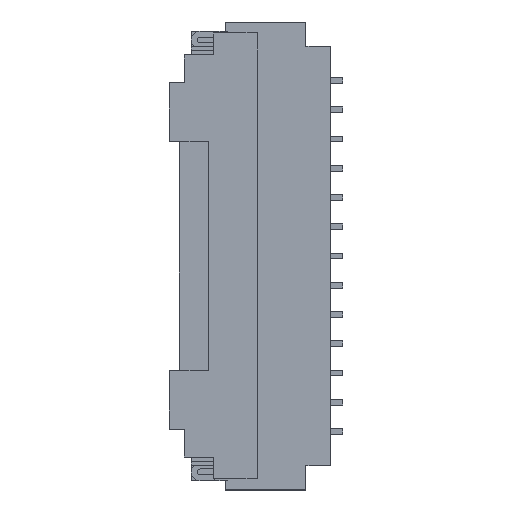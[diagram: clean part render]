
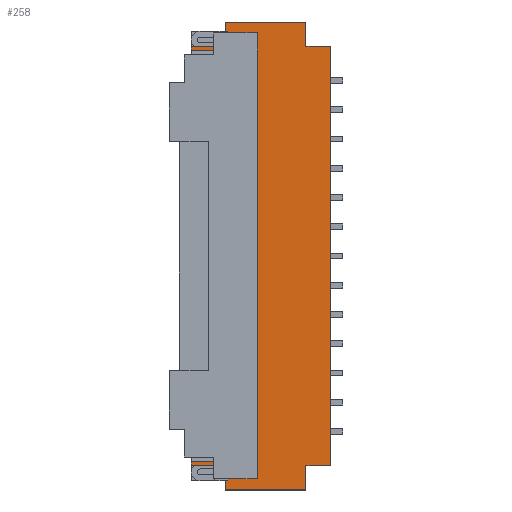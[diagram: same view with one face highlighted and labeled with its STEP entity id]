
A CAD part, top view. The second image highlights one B-rep face of the part: STEP entity #258.
In plain terms, the highlighted planar face has unit normal (0, 0, 1).
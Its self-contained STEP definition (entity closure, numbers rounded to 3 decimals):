
#50 = VERTEX_POINT('',#51);
#51 = CARTESIAN_POINT('',(1.1,4.8,1.));
#57 = EDGE_CURVE('',#50,#58,#60,.T.);
#58 = VERTEX_POINT('',#59);
#59 = CARTESIAN_POINT('',(1.1,4.3,1.));
#60 = LINE('',#61,#62);
#61 = CARTESIAN_POINT('',(1.1,4.8,1.));
#62 = VECTOR('',#63,1.);
#63 = DIRECTION('',(0.,-1.,0.));
#88 = EDGE_CURVE('',#50,#89,#91,.T.);
#89 = VERTEX_POINT('',#90);
#90 = CARTESIAN_POINT('',(-0.55,4.8,1.));
#91 = LINE('',#92,#93);
#92 = CARTESIAN_POINT('',(1.1,4.8,1.));
#93 = VECTOR('',#94,1.);
#94 = DIRECTION('',(-1.,0.,0.));
#119 = EDGE_CURVE('',#58,#120,#122,.T.);
#120 = VERTEX_POINT('',#121);
#121 = CARTESIAN_POINT('',(1.6,4.3,1.));
#122 = LINE('',#123,#124);
#123 = CARTESIAN_POINT('',(1.1,4.3,1.));
#124 = VECTOR('',#125,1.);
#125 = DIRECTION('',(1.,0.,0.));
#258 = ADVANCED_FACE('',(#259),#430,.T.);
#259 = FACE_BOUND('',#260,.T.);
#260 = EDGE_LOOP('',(#261,#262,#263,#271,#279,#287,#295,#303,#311,#319,
    #327,#335,#343,#351,#359,#367,#375,#383,#391,#399,#407,#415,#423,
    #429));
#261 = ORIENTED_EDGE('',*,*,#57,.F.);
#262 = ORIENTED_EDGE('',*,*,#88,.T.);
#263 = ORIENTED_EDGE('',*,*,#264,.T.);
#264 = EDGE_CURVE('',#89,#265,#267,.T.);
#265 = VERTEX_POINT('',#266);
#266 = CARTESIAN_POINT('',(-0.55,4.6,1.));
#267 = LINE('',#268,#269);
#268 = CARTESIAN_POINT('',(-0.55,4.8,1.));
#269 = VECTOR('',#270,1.);
#270 = DIRECTION('',(0.,-1.,0.));
#271 = ORIENTED_EDGE('',*,*,#272,.T.);
#272 = EDGE_CURVE('',#265,#273,#275,.T.);
#273 = VERTEX_POINT('',#274);
#274 = CARTESIAN_POINT('',(-0.5,4.6,1.));
#275 = LINE('',#276,#277);
#276 = CARTESIAN_POINT('',(-0.55,4.6,1.));
#277 = VECTOR('',#278,1.);
#278 = DIRECTION('',(1.,0.,0.));
#279 = ORIENTED_EDGE('',*,*,#280,.T.);
#280 = EDGE_CURVE('',#273,#281,#283,.T.);
#281 = VERTEX_POINT('',#282);
#282 = CARTESIAN_POINT('',(-0.5,4.5,1.));
#283 = LINE('',#284,#285);
#284 = CARTESIAN_POINT('',(-0.5,4.6,1.));
#285 = VECTOR('',#286,1.);
#286 = DIRECTION('',(0.,-1.,0.));
#287 = ORIENTED_EDGE('',*,*,#288,.F.);
#288 = EDGE_CURVE('',#289,#281,#291,.T.);
#289 = VERTEX_POINT('',#290);
#290 = CARTESIAN_POINT('',(-0.71,4.5,1.));
#291 = LINE('',#292,#293);
#292 = CARTESIAN_POINT('',(-1.25,4.5,1.));
#293 = VECTOR('',#294,1.);
#294 = DIRECTION('',(1.,0.,0.));
#295 = ORIENTED_EDGE('',*,*,#296,.F.);
#296 = EDGE_CURVE('',#297,#289,#299,.T.);
#297 = VERTEX_POINT('',#298);
#298 = CARTESIAN_POINT('',(-0.71,4.295,1.));
#299 = LINE('',#300,#301);
#300 = CARTESIAN_POINT('',(-0.71,4.295,1.));
#301 = VECTOR('',#302,1.);
#302 = DIRECTION('',(0.,1.,0.));
#303 = ORIENTED_EDGE('',*,*,#304,.F.);
#304 = EDGE_CURVE('',#305,#297,#307,.T.);
#305 = VERTEX_POINT('',#306);
#306 = CARTESIAN_POINT('',(-1.25,4.295,1.));
#307 = LINE('',#308,#309);
#308 = CARTESIAN_POINT('',(-1.4,4.295,1.));
#309 = VECTOR('',#310,1.);
#310 = DIRECTION('',(1.,0.,0.));
#311 = ORIENTED_EDGE('',*,*,#312,.T.);
#312 = EDGE_CURVE('',#305,#313,#315,.T.);
#313 = VERTEX_POINT('',#314);
#314 = CARTESIAN_POINT('',(-1.25,4.215,1.));
#315 = LINE('',#316,#317);
#316 = CARTESIAN_POINT('',(-1.25,4.5,1.));
#317 = VECTOR('',#318,1.);
#318 = DIRECTION('',(0.,-1.,0.));
#319 = ORIENTED_EDGE('',*,*,#320,.T.);
#320 = EDGE_CURVE('',#313,#321,#323,.T.);
#321 = VERTEX_POINT('',#322);
#322 = CARTESIAN_POINT('',(-0.5,4.215,1.));
#323 = LINE('',#324,#325);
#324 = CARTESIAN_POINT('',(-1.5,4.215,1.));
#325 = VECTOR('',#326,1.);
#326 = DIRECTION('',(1.,0.,0.));
#327 = ORIENTED_EDGE('',*,*,#328,.T.);
#328 = EDGE_CURVE('',#321,#329,#331,.T.);
#329 = VERTEX_POINT('',#330);
#330 = CARTESIAN_POINT('',(-0.5,-4.215,1.));
#331 = LINE('',#332,#333);
#332 = CARTESIAN_POINT('',(-0.5,4.215,1.));
#333 = VECTOR('',#334,1.);
#334 = DIRECTION('',(0.,-1.,0.));
#335 = ORIENTED_EDGE('',*,*,#336,.T.);
#336 = EDGE_CURVE('',#329,#337,#339,.T.);
#337 = VERTEX_POINT('',#338);
#338 = CARTESIAN_POINT('',(-1.25,-4.215,1.));
#339 = LINE('',#340,#341);
#340 = CARTESIAN_POINT('',(-0.5,-4.215,1.));
#341 = VECTOR('',#342,1.);
#342 = DIRECTION('',(-1.,0.,0.));
#343 = ORIENTED_EDGE('',*,*,#344,.T.);
#344 = EDGE_CURVE('',#337,#345,#347,.T.);
#345 = VERTEX_POINT('',#346);
#346 = CARTESIAN_POINT('',(-1.25,-4.295,1.));
#347 = LINE('',#348,#349);
#348 = CARTESIAN_POINT('',(-1.25,4.5,1.));
#349 = VECTOR('',#350,1.);
#350 = DIRECTION('',(0.,-1.,0.));
#351 = ORIENTED_EDGE('',*,*,#352,.F.);
#352 = EDGE_CURVE('',#353,#345,#355,.T.);
#353 = VERTEX_POINT('',#354);
#354 = CARTESIAN_POINT('',(-0.71,-4.295,1.));
#355 = LINE('',#356,#357);
#356 = CARTESIAN_POINT('',(-0.71,-4.295,1.));
#357 = VECTOR('',#358,1.);
#358 = DIRECTION('',(-1.,0.,0.));
#359 = ORIENTED_EDGE('',*,*,#360,.F.);
#360 = EDGE_CURVE('',#361,#353,#363,.T.);
#361 = VERTEX_POINT('',#362);
#362 = CARTESIAN_POINT('',(-0.71,-4.5,1.));
#363 = LINE('',#364,#365);
#364 = CARTESIAN_POINT('',(-0.71,-4.795,1.));
#365 = VECTOR('',#366,1.);
#366 = DIRECTION('',(0.,1.,0.));
#367 = ORIENTED_EDGE('',*,*,#368,.F.);
#368 = EDGE_CURVE('',#369,#361,#371,.T.);
#369 = VERTEX_POINT('',#370);
#370 = CARTESIAN_POINT('',(-0.5,-4.5,1.));
#371 = LINE('',#372,#373);
#372 = CARTESIAN_POINT('',(-0.5,-4.5,1.));
#373 = VECTOR('',#374,1.);
#374 = DIRECTION('',(-1.,0.,0.));
#375 = ORIENTED_EDGE('',*,*,#376,.T.);
#376 = EDGE_CURVE('',#369,#377,#379,.T.);
#377 = VERTEX_POINT('',#378);
#378 = CARTESIAN_POINT('',(-0.5,-4.6,1.));
#379 = LINE('',#380,#381);
#380 = CARTESIAN_POINT('',(-0.5,-4.5,1.));
#381 = VECTOR('',#382,1.);
#382 = DIRECTION('',(0.,-1.,0.));
#383 = ORIENTED_EDGE('',*,*,#384,.T.);
#384 = EDGE_CURVE('',#377,#385,#387,.T.);
#385 = VERTEX_POINT('',#386);
#386 = CARTESIAN_POINT('',(-0.55,-4.6,1.));
#387 = LINE('',#388,#389);
#388 = CARTESIAN_POINT('',(-0.5,-4.6,1.));
#389 = VECTOR('',#390,1.);
#390 = DIRECTION('',(-1.,0.,0.));
#391 = ORIENTED_EDGE('',*,*,#392,.T.);
#392 = EDGE_CURVE('',#385,#393,#395,.T.);
#393 = VERTEX_POINT('',#394);
#394 = CARTESIAN_POINT('',(-0.55,-4.8,1.));
#395 = LINE('',#396,#397);
#396 = CARTESIAN_POINT('',(-0.55,-4.6,1.));
#397 = VECTOR('',#398,1.);
#398 = DIRECTION('',(0.,-1.,0.));
#399 = ORIENTED_EDGE('',*,*,#400,.F.);
#400 = EDGE_CURVE('',#401,#393,#403,.T.);
#401 = VERTEX_POINT('',#402);
#402 = CARTESIAN_POINT('',(1.1,-4.8,1.));
#403 = LINE('',#404,#405);
#404 = CARTESIAN_POINT('',(1.1,-4.8,1.));
#405 = VECTOR('',#406,1.);
#406 = DIRECTION('',(-1.,0.,0.));
#407 = ORIENTED_EDGE('',*,*,#408,.F.);
#408 = EDGE_CURVE('',#409,#401,#411,.T.);
#409 = VERTEX_POINT('',#410);
#410 = CARTESIAN_POINT('',(1.1,-4.3,1.));
#411 = LINE('',#412,#413);
#412 = CARTESIAN_POINT('',(1.1,-4.3,1.));
#413 = VECTOR('',#414,1.);
#414 = DIRECTION('',(0.,-1.,0.));
#415 = ORIENTED_EDGE('',*,*,#416,.F.);
#416 = EDGE_CURVE('',#417,#409,#419,.T.);
#417 = VERTEX_POINT('',#418);
#418 = CARTESIAN_POINT('',(1.6,-4.3,1.));
#419 = LINE('',#420,#421);
#420 = CARTESIAN_POINT('',(1.6,-4.3,1.));
#421 = VECTOR('',#422,1.);
#422 = DIRECTION('',(-1.,0.,0.));
#423 = ORIENTED_EDGE('',*,*,#424,.F.);
#424 = EDGE_CURVE('',#120,#417,#425,.T.);
#425 = LINE('',#426,#427);
#426 = CARTESIAN_POINT('',(1.6,4.3,1.));
#427 = VECTOR('',#428,1.);
#428 = DIRECTION('',(0.,-1.,0.));
#429 = ORIENTED_EDGE('',*,*,#119,.F.);
#430 = PLANE('',#431);
#431 = AXIS2_PLACEMENT_3D('',#432,#433,#434);
#432 = CARTESIAN_POINT('',(0.167,0.,1.));
#433 = DIRECTION('',(0.,0.,1.));
#434 = DIRECTION('',(1.,0.,0.));
